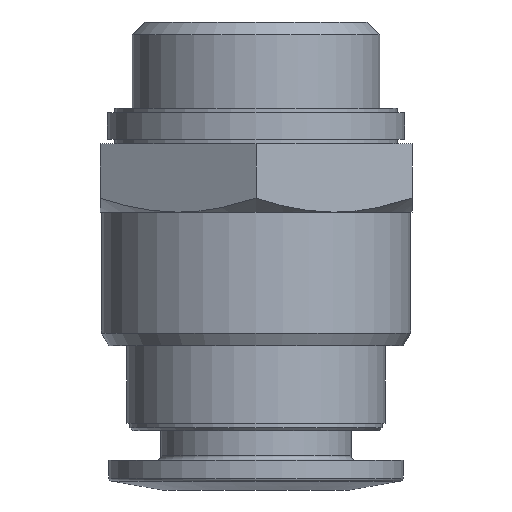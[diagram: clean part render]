
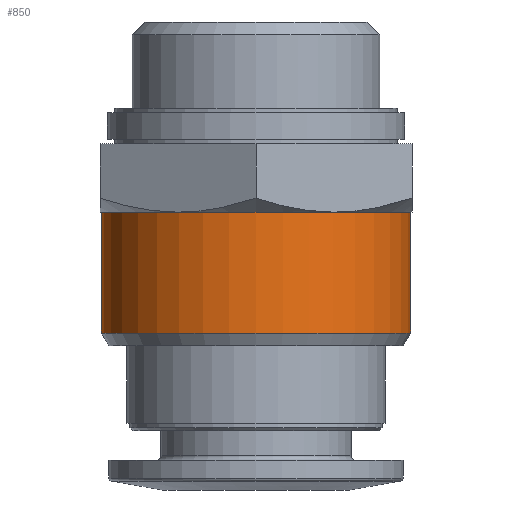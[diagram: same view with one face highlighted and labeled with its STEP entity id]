
A CAD part, front view. The second image highlights one B-rep face of the part: STEP entity #850.
In plain terms, the highlighted cylindrical face has radius 10.4 mm (diameter 20.8 mm), a full revolution.
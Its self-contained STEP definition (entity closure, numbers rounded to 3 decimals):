
#74=CYLINDRICAL_SURFACE('',#919,10.4);
#131=ORIENTED_EDGE('',*,*,#236,.F.);
#132=ORIENTED_EDGE('',*,*,#235,.T.);
#235=EDGE_CURVE('',#290,#290,#333,.T.);
#236=EDGE_CURVE('',#291,#291,#334,.T.);
#290=VERTEX_POINT('',#1250);
#291=VERTEX_POINT('',#1253);
#333=CIRCLE('',#918,10.4);
#334=CIRCLE('',#920,10.4);
#383=EDGE_LOOP('',(#131));
#384=EDGE_LOOP('',(#132));
#459=FACE_BOUND('',#383,.T.);
#460=FACE_BOUND('',#384,.T.);
#850=ADVANCED_FACE('',(#459,#460),#74,.T.);
#918=AXIS2_PLACEMENT_3D('',#1249,#1039,#1040);
#919=AXIS2_PLACEMENT_3D('',#1251,#1041,#1042);
#920=AXIS2_PLACEMENT_3D('',#1252,#1043,#1044);
#1039=DIRECTION('',(0.,0.,-1.));
#1040=DIRECTION('',(-1.,0.,0.));
#1041=DIRECTION('',(0.,0.,-1.));
#1042=DIRECTION('',(-1.,0.,0.));
#1043=DIRECTION('',(0.,0.,-1.));
#1044=DIRECTION('',(-1.,0.,0.));
#1249=CARTESIAN_POINT('',(0.,0.,-7.));
#1250=CARTESIAN_POINT('',(-10.4,0.,-7.));
#1251=CARTESIAN_POINT('',(0.,0.,-16.));
#1252=CARTESIAN_POINT('',(0.,0.,-15.134));
#1253=CARTESIAN_POINT('',(-10.4,0.,-15.134));
